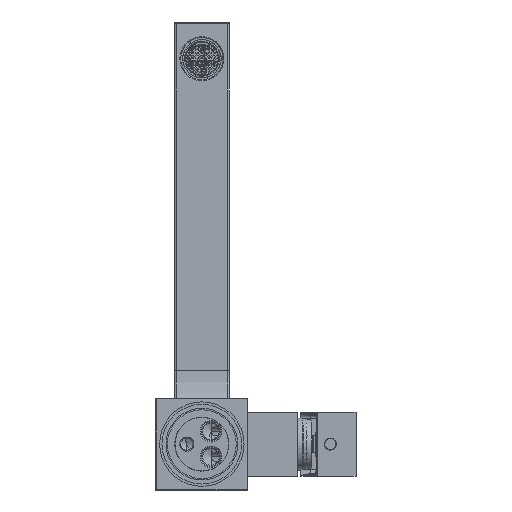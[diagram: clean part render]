
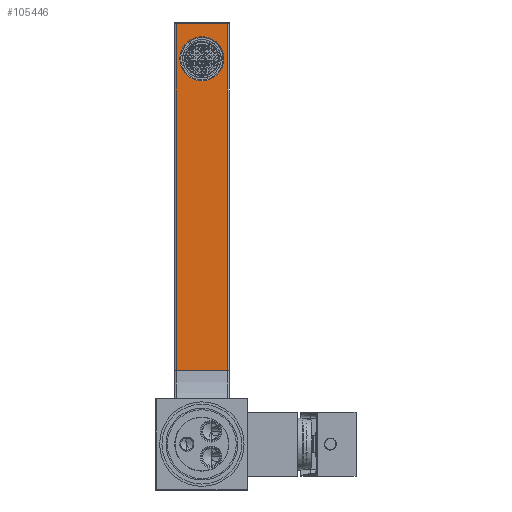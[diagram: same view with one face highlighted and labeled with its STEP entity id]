
A CAD part, front view. The second image highlights one B-rep face of the part: STEP entity #105446.
In plain terms, the highlighted planar face has unit normal (0, -1, 0).
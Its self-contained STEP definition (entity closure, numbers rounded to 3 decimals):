
#4884 = CARTESIAN_POINT ( 'NONE',  ( 229., 175., 14. ) ) ;
#6808 = CARTESIAN_POINT ( 'NONE',  ( 210., 175., 0. ) ) ;
#16563 = CARTESIAN_POINT ( 'NONE',  ( 230., 175., -14. ) ) ;
#16740 = VECTOR ( 'NONE', #28324, 1000. ) ;
#18183 = LINE ( 'NONE', #16563, #80986 ) ;
#18388 = VECTOR ( 'NONE', #124256, 1000. ) ;
#20176 = DIRECTION ( 'NONE',  ( 0., 0., -1. ) ) ;
#20424 = ORIENTED_EDGE ( 'NONE', *, *, #129648, .T. ) ;
#20583 = ORIENTED_EDGE ( 'NONE', *, *, #118833, .T. ) ;
#20912 = EDGE_CURVE ( 'NONE', #70443, #32725, #18183, .T. ) ;
#22065 = ORIENTED_EDGE ( 'NONE', *, *, #111090, .T. ) ;
#25190 = CARTESIAN_POINT ( 'NONE',  ( 210., 175., 12. ) ) ;
#25528 = VERTEX_POINT ( 'NONE', #25718 ) ;
#25718 = CARTESIAN_POINT ( 'NONE',  ( 40., 175., 14. ) ) ;
#28324 = DIRECTION ( 'NONE',  ( -1., 0., 0. ) ) ;
#32371 = EDGE_LOOP ( 'NONE', ( #22065, #110481, #50966, #35010 ) ) ;
#32721 = CARTESIAN_POINT ( 'NONE',  ( 40., 175., -14. ) ) ;
#32725 = VERTEX_POINT ( 'NONE', #99637 ) ;
#35010 = ORIENTED_EDGE ( 'NONE', *, *, #20912, .T. ) ;
#35308 = VERTEX_POINT ( 'NONE', #25190 ) ;
#39352 = EDGE_CURVE ( 'NONE', #104285, #25528, #61748, .T. ) ;
#44818 = DIRECTION ( 'NONE',  ( 0., 0., -1. ) ) ;
#47514 = AXIS2_PLACEMENT_3D ( 'NONE', #99021, #109255, #20176 ) ;
#48245 = CIRCLE ( 'NONE', #58477, 12. ) ;
#50966 = ORIENTED_EDGE ( 'NONE', *, *, #101322, .T. ) ;
#51090 = CARTESIAN_POINT ( 'NONE',  ( 210., 175., 0. ) ) ;
#52400 = EDGE_LOOP ( 'NONE', ( #20583, #20424 ) ) ;
#55428 = LINE ( 'NONE', #95065, #73013 ) ;
#58477 = AXIS2_PLACEMENT_3D ( 'NONE', #51090, #61785, #122346 ) ;
#61748 = LINE ( 'NONE', #130170, #16740 ) ;
#61785 = DIRECTION ( 'NONE',  ( 0., 1., 0. ) ) ;
#62997 = VERTEX_POINT ( 'NONE', #67314 ) ;
#63089 = FACE_OUTER_BOUND ( 'NONE', #32371, .T. ) ;
#67314 = CARTESIAN_POINT ( 'NONE',  ( 210., 175., -12. ) ) ;
#70443 = VERTEX_POINT ( 'NONE', #32721 ) ;
#73013 = VECTOR ( 'NONE', #44818, 1000. ) ;
#76905 = AXIS2_PLACEMENT_3D ( 'NONE', #6808, #107933, #77871 ) ;
#77871 = DIRECTION ( 'NONE',  ( 0., 0., -1. ) ) ;
#80986 = VECTOR ( 'NONE', #131423, 1000. ) ;
#92399 = CIRCLE ( 'NONE', #76905, 12. ) ;
#95065 = CARTESIAN_POINT ( 'NONE',  ( 40., 175., 15. ) ) ;
#99021 = CARTESIAN_POINT ( 'NONE',  ( 40., 175., 15. ) ) ;
#99637 = CARTESIAN_POINT ( 'NONE',  ( 229., 175., -14. ) ) ;
#101322 = EDGE_CURVE ( 'NONE', #25528, #70443, #55428, .T. ) ;
#104285 = VERTEX_POINT ( 'NONE', #4884 ) ;
#105446 = ADVANCED_FACE ( 'NONE', ( #130539, #63089 ), #108823, .T. ) ;
#107933 = DIRECTION ( 'NONE',  ( 0., 1., 0. ) ) ;
#108823 = PLANE ( 'NONE',  #47514 ) ;
#109255 = DIRECTION ( 'NONE',  ( 0., -1., 0. ) ) ;
#110481 = ORIENTED_EDGE ( 'NONE', *, *, #39352, .T. ) ;
#111090 = EDGE_CURVE ( 'NONE', #32725, #104285, #122873, .T. ) ;
#118833 = EDGE_CURVE ( 'NONE', #62997, #35308, #92399, .T. ) ;
#122346 = DIRECTION ( 'NONE',  ( 0., 0., -1. ) ) ;
#122873 = LINE ( 'NONE', #125586, #18388 ) ;
#124256 = DIRECTION ( 'NONE',  ( 0., 0., 1. ) ) ;
#125586 = CARTESIAN_POINT ( 'NONE',  ( 229., 175., 15. ) ) ;
#129648 = EDGE_CURVE ( 'NONE', #35308, #62997, #48245, .T. ) ;
#130170 = CARTESIAN_POINT ( 'NONE',  ( 40., 175., 14. ) ) ;
#130539 = FACE_BOUND ( 'NONE', #52400, .T. ) ;
#131423 = DIRECTION ( 'NONE',  ( 1., 0., 0. ) ) ;
